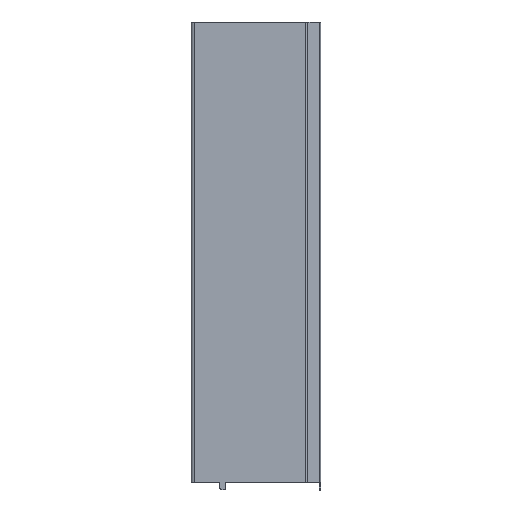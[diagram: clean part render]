
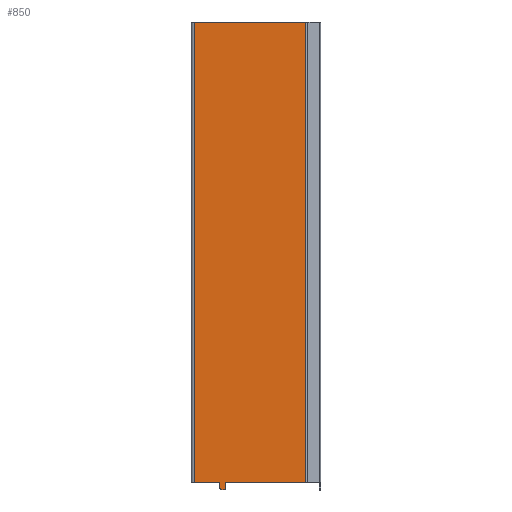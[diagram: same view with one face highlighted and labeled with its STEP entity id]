
A CAD part, top view. The second image highlights one B-rep face of the part: STEP entity #850.
In plain terms, the highlighted planar face has unit normal (0, 0, 1).
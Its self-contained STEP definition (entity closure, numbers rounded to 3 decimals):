
#41=PLANE('',#933);
#72=FACE_OUTER_BOUND('',#117,.T.);
#117=EDGE_LOOP('',(#679,#680,#681,#682,#683,#684,#685,#686,#687,#688,#689,
#690));
#172=LINE('',#1300,#260);
#198=LINE('',#1378,#286);
#199=LINE('',#1381,#287);
#200=LINE('',#1383,#288);
#201=LINE('',#1385,#289);
#202=LINE('',#1387,#290);
#203=LINE('',#1391,#291);
#204=LINE('',#1395,#292);
#205=LINE('',#1397,#293);
#206=LINE('',#1398,#294);
#260=VECTOR('',#1040,10.);
#286=VECTOR('',#1110,10.);
#287=VECTOR('',#1113,10.);
#288=VECTOR('',#1114,10.);
#289=VECTOR('',#1115,1000.);
#290=VECTOR('',#1116,1000.);
#291=VECTOR('',#1119,1000.);
#292=VECTOR('',#1122,10.);
#293=VECTOR('',#1123,10.);
#294=VECTOR('',#1124,10.);
#350=CIRCLE('',#934,1.);
#351=CIRCLE('',#935,1.);
#390=VERTEX_POINT('',#1297);
#391=VERTEX_POINT('',#1299);
#421=VERTEX_POINT('',#1376);
#422=VERTEX_POINT('',#1380);
#423=VERTEX_POINT('',#1382);
#424=VERTEX_POINT('',#1384);
#425=VERTEX_POINT('',#1386);
#426=VERTEX_POINT('',#1388);
#427=VERTEX_POINT('',#1390);
#428=VERTEX_POINT('',#1392);
#429=VERTEX_POINT('',#1394);
#430=VERTEX_POINT('',#1396);
#483=EDGE_CURVE('',#390,#391,#172,.T.);
#523=EDGE_CURVE('',#391,#421,#198,.T.);
#524=EDGE_CURVE('',#422,#390,#199,.T.);
#525=EDGE_CURVE('',#423,#422,#200,.T.);
#526=EDGE_CURVE('',#424,#423,#201,.T.);
#527=EDGE_CURVE('',#425,#424,#202,.T.);
#528=EDGE_CURVE('',#426,#425,#350,.T.);
#529=EDGE_CURVE('',#426,#427,#203,.T.);
#530=EDGE_CURVE('',#428,#427,#351,.T.);
#531=EDGE_CURVE('',#428,#429,#204,.T.);
#532=EDGE_CURVE('',#429,#430,#205,.T.);
#533=EDGE_CURVE('',#421,#430,#206,.T.);
#679=ORIENTED_EDGE('',*,*,#523,.F.);
#680=ORIENTED_EDGE('',*,*,#483,.F.);
#681=ORIENTED_EDGE('',*,*,#524,.F.);
#682=ORIENTED_EDGE('',*,*,#525,.F.);
#683=ORIENTED_EDGE('',*,*,#526,.F.);
#684=ORIENTED_EDGE('',*,*,#527,.F.);
#685=ORIENTED_EDGE('',*,*,#528,.F.);
#686=ORIENTED_EDGE('',*,*,#529,.T.);
#687=ORIENTED_EDGE('',*,*,#530,.F.);
#688=ORIENTED_EDGE('',*,*,#531,.T.);
#689=ORIENTED_EDGE('',*,*,#532,.T.);
#690=ORIENTED_EDGE('',*,*,#533,.F.);
#850=ADVANCED_FACE('',(#72),#41,.F.);
#933=AXIS2_PLACEMENT_3D('',#1379,#1111,#1112);
#934=AXIS2_PLACEMENT_3D('',#1389,#1117,#1118);
#935=AXIS2_PLACEMENT_3D('',#1393,#1120,#1121);
#1040=DIRECTION('',(1.,0.,0.));
#1110=DIRECTION('',(0.,-1.,0.));
#1111=DIRECTION('center_axis',(0.,0.,-1.));
#1112=DIRECTION('ref_axis',(-1.,0.,0.));
#1113=DIRECTION('',(0.,1.,0.));
#1114=DIRECTION('',(-1.,0.,0.));
#1115=DIRECTION('',(-1.,0.,0.));
#1116=DIRECTION('',(0.,1.,0.));
#1117=DIRECTION('center_axis',(0.,0.,-1.));
#1118=DIRECTION('ref_axis',(-0.707,-0.707,0.));
#1119=DIRECTION('',(1.,0.,0.));
#1120=DIRECTION('center_axis',(0.,0.,-1.));
#1121=DIRECTION('ref_axis',(0.707,-0.707,0.));
#1122=DIRECTION('',(0.,1.,0.));
#1123=DIRECTION('',(1.,0.,0.));
#1124=DIRECTION('',(-1.,0.,0.));
#1297=CARTESIAN_POINT('',(-56.6,0.,53.97));
#1299=CARTESIAN_POINT('',(0.337,0.,53.97));
#1300=CARTESIAN_POINT('',(-17.293,0.,53.97));
#1376=CARTESIAN_POINT('',(0.337,-235.,53.97));
#1378=CARTESIAN_POINT('',(0.337,-117.5,53.97));
#1379=CARTESIAN_POINT('Origin',(-7.249,-235.,53.97));
#1380=CARTESIAN_POINT('',(-56.6,-235.,53.97));
#1381=CARTESIAN_POINT('',(-56.6,-1.,53.97));
#1382=CARTESIAN_POINT('',(-55.4,-235.,53.97));
#1383=CARTESIAN_POINT('',(-31.324,-235.,53.97));
#1384=CARTESIAN_POINT('',(-43.6,-235.,53.97));
#1385=CARTESIAN_POINT('',(-7.249,-235.,53.97));
#1386=CARTESIAN_POINT('',(-43.6,-238.,53.97));
#1387=CARTESIAN_POINT('',(-43.6,-224.8,53.97));
#1388=CARTESIAN_POINT('',(-42.6,-239.,53.97));
#1389=CARTESIAN_POINT('Origin',(-42.6,-238.,53.97));
#1390=CARTESIAN_POINT('',(-41.6,-239.,53.97));
#1391=CARTESIAN_POINT('',(-42.4,-239.,53.97));
#1392=CARTESIAN_POINT('',(-40.6,-238.,53.97));
#1393=CARTESIAN_POINT('Origin',(-41.6,-238.,53.97));
#1394=CARTESIAN_POINT('',(-40.6,-235.,53.97));
#1395=CARTESIAN_POINT('',(-40.6,-235.,53.97));
#1396=CARTESIAN_POINT('',(-7.663,-235.,53.97));
#1397=CARTESIAN_POINT('',(-23.824,-235.,53.97));
#1398=CARTESIAN_POINT('',(-4.424,-235.,53.97));
